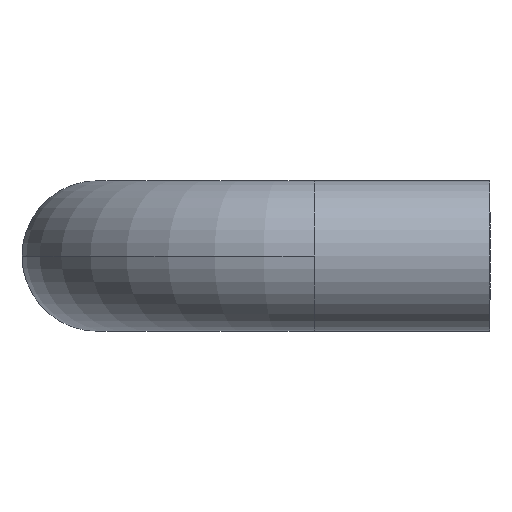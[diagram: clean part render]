
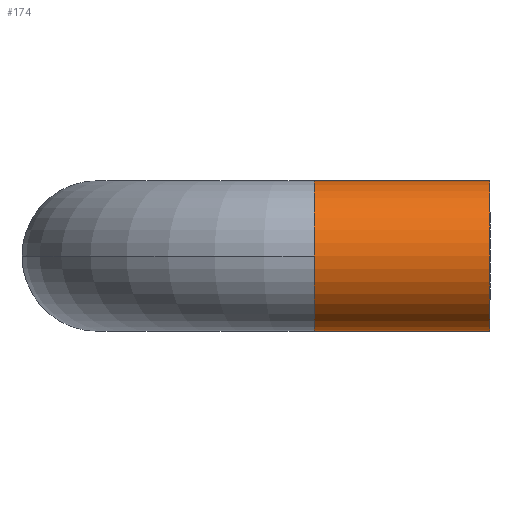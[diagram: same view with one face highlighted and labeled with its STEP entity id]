
A CAD part, front view. The second image highlights one B-rep face of the part: STEP entity #174.
In plain terms, the highlighted cylindrical face has radius 4.5 mm (diameter 9 mm), a partial arc.
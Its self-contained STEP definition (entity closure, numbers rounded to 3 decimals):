
#19 = DIRECTION ( 'NONE',  ( 0., 0., -1. ) ) ;
#29 = VERTEX_POINT ( 'NONE', #713 ) ;
#67 = DIRECTION ( 'NONE',  ( -1., 0., 0. ) ) ;
#69 = CARTESIAN_POINT ( 'NONE',  ( -10.5, -48.04, 0. ) ) ;
#71 = CARTESIAN_POINT ( 'NONE',  ( -10.5, -48.04, 0. ) ) ;
#75 = CARTESIAN_POINT ( 'NONE',  ( -10.5, -48.04, -4.5 ) ) ;
#86 = AXIS2_PLACEMENT_3D ( 'NONE', #71, #67, #183 ) ;
#113 = VERTEX_POINT ( 'NONE', #729 ) ;
#147 = ORIENTED_EDGE ( 'NONE', *, *, #585, .F. ) ;
#174 = ADVANCED_FACE ( 'NONE', ( #305 ), #675, .T. ) ;
#183 = DIRECTION ( 'NONE',  ( 0., 0., -1. ) ) ;
#191 = DIRECTION ( 'NONE',  ( -1., 0., 0. ) ) ;
#262 = DIRECTION ( 'NONE',  ( -1., 0., 0. ) ) ;
#266 = DIRECTION ( 'NONE',  ( 0., 0., -1. ) ) ;
#286 = ORIENTED_EDGE ( 'NONE', *, *, #385, .T. ) ;
#291 = AXIS2_PLACEMENT_3D ( 'NONE', #300, #614, #550 ) ;
#294 = VERTEX_POINT ( 'NONE', #330 ) ;
#300 = CARTESIAN_POINT ( 'NONE',  ( -10.5, -48.04, 0. ) ) ;
#303 = EDGE_CURVE ( 'NONE', #679, #113, #358, .T. ) ;
#305 = FACE_OUTER_BOUND ( 'NONE', #742, .T. ) ;
#317 = VECTOR ( 'NONE', #490, 1000. ) ;
#330 = CARTESIAN_POINT ( 'NONE',  ( -10.5, -52.54, 0. ) ) ;
#358 = CIRCLE ( 'NONE', #685, 4.5 ) ;
#364 = LINE ( 'NONE', #495, #317 ) ;
#385 = EDGE_CURVE ( 'NONE', #591, #679, #652, .T. ) ;
#425 = AXIS2_PLACEMENT_3D ( 'NONE', #69, #191, #19 ) ;
#435 = CIRCLE ( 'NONE', #86, 4.5 ) ;
#446 = ORIENTED_EDGE ( 'NONE', *, *, #613, .F. ) ;
#471 = ORIENTED_EDGE ( 'NONE', *, *, #303, .T. ) ;
#490 = DIRECTION ( 'NONE',  ( 1., 0., 0. ) ) ;
#495 = CARTESIAN_POINT ( 'NONE',  ( -10.5, -48.04, 4.5 ) ) ;
#550 = DIRECTION ( 'NONE',  ( 0., 0., -1. ) ) ;
#585 = EDGE_CURVE ( 'NONE', #591, #294, #435, .T. ) ;
#591 = VERTEX_POINT ( 'NONE', #75 ) ;
#610 = EDGE_CURVE ( 'NONE', #29, #113, #364, .T. ) ;
#613 = EDGE_CURVE ( 'NONE', #294, #29, #760, .T. ) ;
#614 = DIRECTION ( 'NONE',  ( 1., 0., 0. ) ) ;
#624 = ORIENTED_EDGE ( 'NONE', *, *, #610, .F. ) ;
#632 = CARTESIAN_POINT ( 'NONE',  ( 0., -48.04, 0. ) ) ;
#641 = DIRECTION ( 'NONE',  ( 1., 0., 0. ) ) ;
#652 = LINE ( 'NONE', #710, #673 ) ;
#663 = CARTESIAN_POINT ( 'NONE',  ( 0., -48.04, -4.5 ) ) ;
#673 = VECTOR ( 'NONE', #641, 1000. ) ;
#675 = CYLINDRICAL_SURFACE ( 'NONE', #291, 4.5 ) ;
#679 = VERTEX_POINT ( 'NONE', #663 ) ;
#685 = AXIS2_PLACEMENT_3D ( 'NONE', #632, #262, #266 ) ;
#710 = CARTESIAN_POINT ( 'NONE',  ( -10.5, -48.04, -4.5 ) ) ;
#713 = CARTESIAN_POINT ( 'NONE',  ( -10.5, -48.04, 4.5 ) ) ;
#729 = CARTESIAN_POINT ( 'NONE',  ( 0., -48.04, 4.5 ) ) ;
#742 = EDGE_LOOP ( 'NONE', ( #624, #446, #147, #286, #471 ) ) ;
#760 = CIRCLE ( 'NONE', #425, 4.5 ) ;
